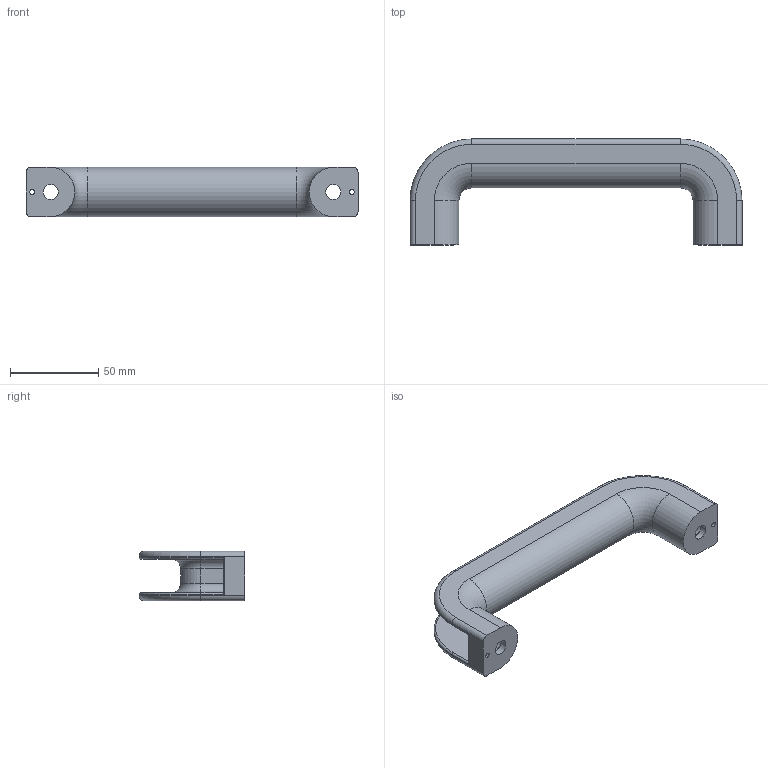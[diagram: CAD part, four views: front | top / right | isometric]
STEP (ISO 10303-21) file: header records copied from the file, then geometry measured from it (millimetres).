
FILE_DESCRIPTION(/* description */ ('STEP AP214'),/* implementation_level */ '2;1');
FILE_NAME(/* name */ '1025272.stp',/* time_stamp */ '2024-06-06T13:49:52+02:00',/* author */ ('Bo'),/* organization */ ('CADENAS'),/* preprocessor_version */ 'ST-DEVELOPER v20',/* originating_system */ 'Autodesk Inventor 2025',/* authorisation */ ' ');
FILE_SCHEMA (('AUTOMOTIVE_DESIGN { 1 0 10303 214 3 1 1 }'));
Length unit declared in the file: millimetre
Products named in the file (1): 1025272
Bounding box: 188 x 60 x 28 mm (x, y, z)
Volume: 65517.6 mm3; surface area: 34120.1 mm2
Topology: 1 solids, 1 shells, 98 faces, 248 edges, 154 vertices
Faces by surface type: plane 41, cylinder 35, torus 22
Full cylindrical faces by diameter (mm): 2.7 x2, 8.5 x2, 16.166 x2
Entity records: 3244 total; most frequent: CARTESIAN_POINT 785, DIRECTION 526, ORIENTED_EDGE 496, EDGE_CURVE 248, AXIS2_PLACEMENT_3D 207, VERTEX_POINT 154, LINE 112, VECTOR 112
